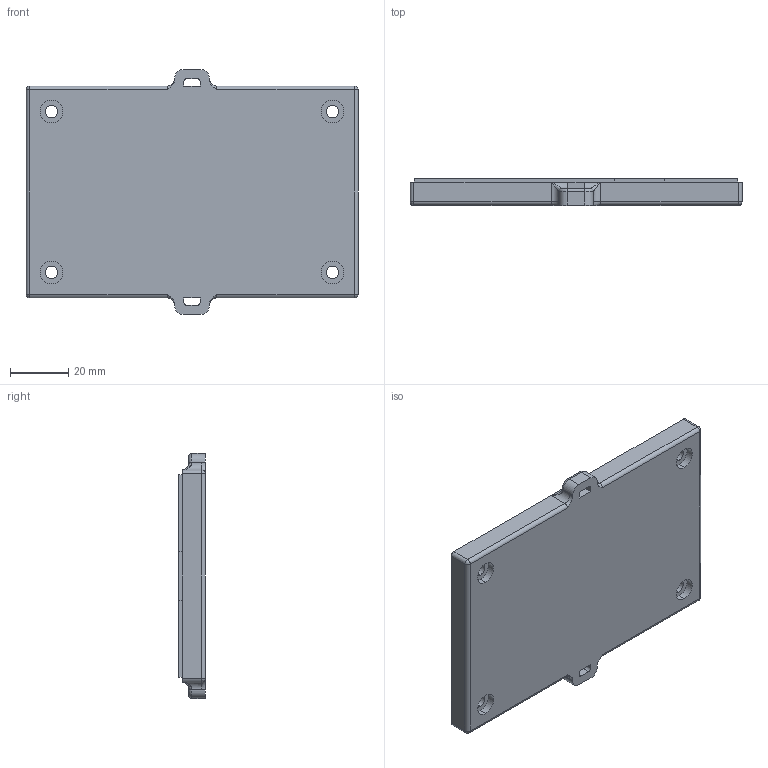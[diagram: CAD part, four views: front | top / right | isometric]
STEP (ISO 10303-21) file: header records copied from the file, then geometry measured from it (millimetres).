
FILE_DESCRIPTION (( 'STEP AP214' ), '1' );
FILE_NAME ('Enclosure_bottom_with_anchors.STEP', '2022-10-16T00:50:59', ( '' ), ( '' ), 'SwSTEP 2.0', 'SolidWorks 2020', '' );
FILE_SCHEMA (( 'AUTOMOTIVE_DESIGN' ));
Length unit declared in the file: inch
Products named in the file (1): Enclosure_bottom_with_anchors
Bounding box: 114.05 x 9.19 x 84.2 mm (x, y, z)
Volume: 36575.4 mm3; surface area: 22406.8 mm2
Topology: 1 solids, 1 shells, 125 faces, 326 edges, 202 vertices
Faces by surface type: plane 57, cylinder 48, torus 12, sphere 4, bspline 4
Entity records: 4360 total; most frequent: CARTESIAN_POINT 1226, DIRECTION 652, ORIENTED_EDGE 644, EDGE_CURVE 322, AXIS2_PLACEMENT_3D 230, VERTEX_POINT 202, VECTOR 192, LINE 192
